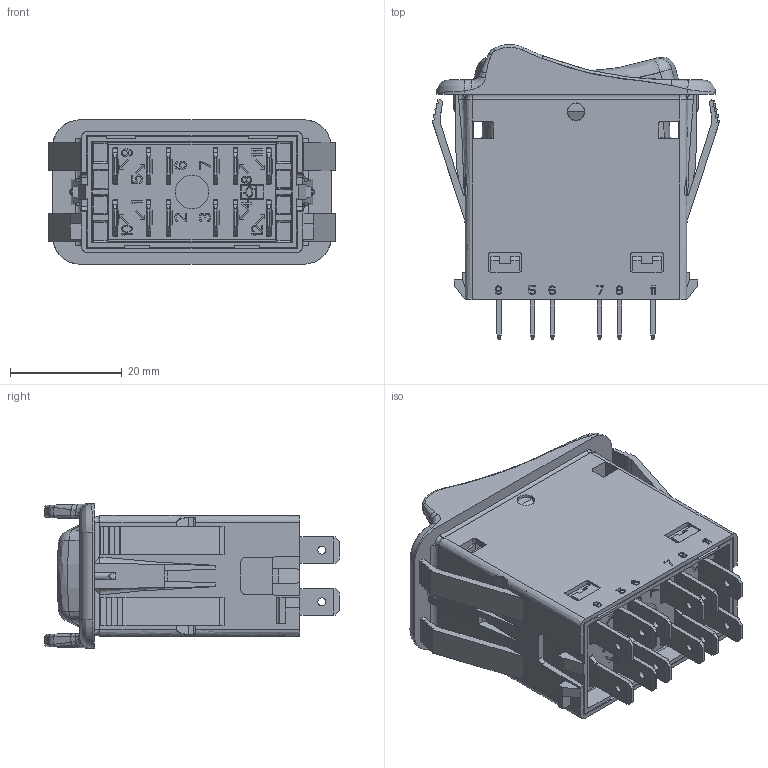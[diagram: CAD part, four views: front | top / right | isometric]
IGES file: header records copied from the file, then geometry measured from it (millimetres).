
Start section: PROPRIETARY NOTE: NOTICE TO ALL PERSONS RECEIVING THIS FILE. THIS FILE IS THE PROPERTY OF CARLINGSWITCH, INC. AND IS NOT TO BE DISCLOSED, REPRODUCED IN WHOLE OR IN PART OR USED FOR MANUFACTURING PURPOSES BY ANYONE WITHOUT THE CONSENT OF CARLING TECHNOLOGIES, INC.
Global section: file name: nseries_guard_rocker.igs; native system: Pro/ENGINEER by Parametric Technology Corporation; preprocessor: 2010280; author: tajsmith; organization: Unknown; date: 20111122.153205; units: inch
Bounding box: 51.55 x 52.83 x 25.91 mm (x, y, z)
Surface area: 24716.7 mm2 (no closed solid volume)
Topology: 0 solids, 0 shells, 3748 faces, 20718 edges, 20714 vertices
Faces by surface type: bspline 3033, revolution 714, extrusion 1
